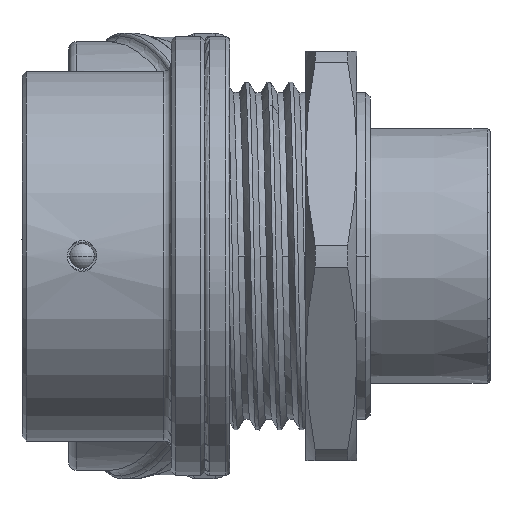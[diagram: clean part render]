
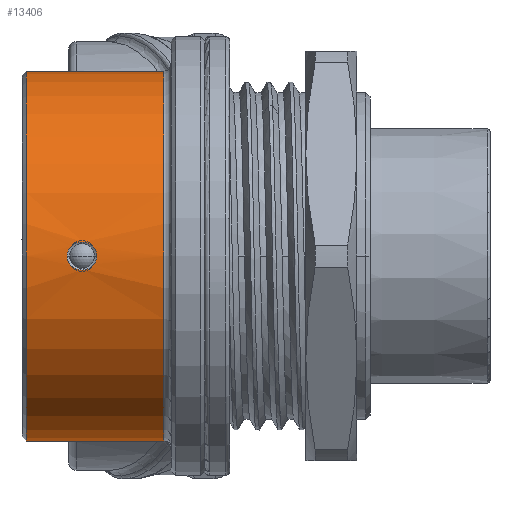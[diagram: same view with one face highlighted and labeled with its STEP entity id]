
A CAD part, left-side view. The second image highlights one B-rep face of the part: STEP entity #13406.
In plain terms, the highlighted cylindrical face has radius 12.65 mm (diameter 25.3 mm), a partial arc.
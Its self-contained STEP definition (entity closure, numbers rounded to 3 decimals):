
#15=DIRECTION('',(0.,-1.,0.));
#16=VECTOR('',#15,9.4);
#17=CARTESIAN_POINT('',(0.,-6.8,-12.65));
#18=LINE('',#17,#16);
#992=CARTESIAN_POINT('',(0.,-16.2,0.));
#993=DIRECTION('',(0.,1.,0.));
#994=DIRECTION('',(0.,0.,-1.));
#995=AXIS2_PLACEMENT_3D('',#992,#993,#994);
#1007=DIRECTION('',(0.,-1.,0.));
#1008=VECTOR('',#1007,9.4);
#1009=CARTESIAN_POINT('',(0.,-6.8,12.65));
#1010=LINE('',#1009,#1008);
#1011=CARTESIAN_POINT('',(0.,-6.8,0.));
#1012=DIRECTION('',(0.,-1.,0.));
#1013=DIRECTION('',(0.,0.,1.));
#1014=AXIS2_PLACEMENT_3D('',#1011,#1012,#1013);
#1696=CARTESIAN_POINT('',(-12.65,-11.62,0.));
#1697=CARTESIAN_POINT('',(-12.65,-11.62,-0.099));
#1698=CARTESIAN_POINT('',(-12.648,-11.589,
-0.289));
#1699=CARTESIAN_POINT('',(-12.638,-11.445,
-0.564));
#1700=CARTESIAN_POINT('',(-12.626,-11.216,
-0.782));
#1701=CARTESIAN_POINT('',(-12.616,-10.924,
-0.925));
#1702=CARTESIAN_POINT('',(-12.612,-10.595,
-0.974));
#1703=CARTESIAN_POINT('',(-12.616,-10.268,
-0.922));
#1704=CARTESIAN_POINT('',(-12.626,-9.978,
-0.778));
#1705=CARTESIAN_POINT('',(-12.638,-9.751,
-0.559));
#1706=CARTESIAN_POINT('',(-12.648,-9.61,
-0.284));
#1707=CARTESIAN_POINT('',(-12.65,-9.58,-0.097));
#1708=CARTESIAN_POINT('',(-12.65,-9.58,0.));
#1719=CARTESIAN_POINT('',(-12.65,-9.58,0.));
#1720=CARTESIAN_POINT('',(-12.65,-9.58,0.099));
#1721=CARTESIAN_POINT('',(-12.648,-9.611,
0.289));
#1722=CARTESIAN_POINT('',(-12.638,-9.755,
0.564));
#1723=CARTESIAN_POINT('',(-12.626,-9.984,
0.782));
#1724=CARTESIAN_POINT('',(-12.616,-10.276,
0.925));
#1725=CARTESIAN_POINT('',(-12.612,-10.605,
0.974));
#1726=CARTESIAN_POINT('',(-12.616,-10.932,
0.922));
#1727=CARTESIAN_POINT('',(-12.626,-11.222,
0.778));
#1728=CARTESIAN_POINT('',(-12.638,-11.449,
0.559));
#1729=CARTESIAN_POINT('',(-12.648,-11.59,
0.284));
#1730=CARTESIAN_POINT('',(-12.65,-11.62,0.097));
#1731=CARTESIAN_POINT('',(-12.65,-11.62,0.));
#10700=CARTESIAN_POINT('',(0.,-16.2,12.65));
#10701=CARTESIAN_POINT('',(0.,-16.2,-12.65));
#10702=VERTEX_POINT('',#10700);
#10703=VERTEX_POINT('',#10701);
#10704=CARTESIAN_POINT('',(0.,-6.8,12.65));
#10705=VERTEX_POINT('',#10704);
#10706=CARTESIAN_POINT('',(0.,-6.8,-12.65));
#10707=VERTEX_POINT('',#10706);
#11746=VERTEX_POINT('',#1696);
#11747=VERTEX_POINT('',#1708);
#13388=CARTESIAN_POINT('',(0.,-17.21,0.));
#13389=DIRECTION('',(0.,1.,0.));
#13390=DIRECTION('',(0.,0.,-1.));
#13391=AXIS2_PLACEMENT_3D('',#13388,#13389,#13390);
#13392=CYLINDRICAL_SURFACE('',#13391,12.65);
#13393=ORIENTED_EDGE('',*,*,#13377,.F.);
#13394=ORIENTED_EDGE('',*,*,#12695,.F.);
#13396=ORIENTED_EDGE('',*,*,#13395,.F.);
#13397=ORIENTED_EDGE('',*,*,#12691,.T.);
#13398=EDGE_LOOP('',(#13393,#13394,#13396,#13397));
#13399=FACE_OUTER_BOUND('',#13398,.F.);
#13401=ORIENTED_EDGE('',*,*,#13400,.F.);
#13403=ORIENTED_EDGE('',*,*,#13402,.F.);
#13404=EDGE_LOOP('',(#13401,#13403));
#13405=FACE_BOUND('',#13404,.F.);
#13406=ADVANCED_FACE('',(#13399,#13405),#13392,.T.);
#996=CIRCLE('',#995,12.65);
#1015=CIRCLE('',#1014,12.65);
#1709=B_SPLINE_CURVE_WITH_KNOTS('',3,(#1696,#1697,#1698,#1699,#1700,#1701,#1702,
#1703,#1704,#1705,#1706,#1707,#1708),.UNSPECIFIED.,.F.,.F.,(4,1,1,1,1,1,1,1,1,1,
4),(0.,0.1,0.2,0.3,0.4,0.5,0.6,0.7,0.8,0.9,1.),
.UNSPECIFIED.);
#1732=B_SPLINE_CURVE_WITH_KNOTS('',3,(#1719,#1720,#1721,#1722,#1723,#1724,#1725,
#1726,#1727,#1728,#1729,#1730,#1731),.UNSPECIFIED.,.F.,.F.,(4,1,1,1,1,1,1,1,1,1,
4),(0.,0.1,0.2,0.3,0.4,0.5,0.6,0.7,0.8,0.9,1.),
.UNSPECIFIED.);
#12691=EDGE_CURVE('',#10705,#10702,#1010,.T.);
#12695=EDGE_CURVE('',#10707,#10703,#18,.T.);
#13377=EDGE_CURVE('',#10703,#10702,#996,.T.);
#13395=EDGE_CURVE('',#10705,#10707,#1015,.T.);
#13400=EDGE_CURVE('',#11746,#11747,#1709,.T.);
#13402=EDGE_CURVE('',#11747,#11746,#1732,.T.);
